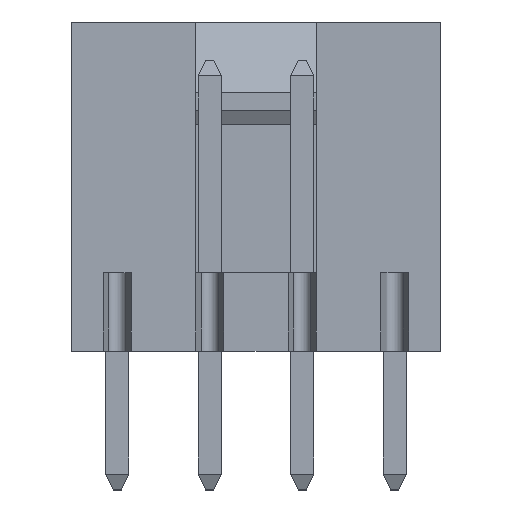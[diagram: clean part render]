
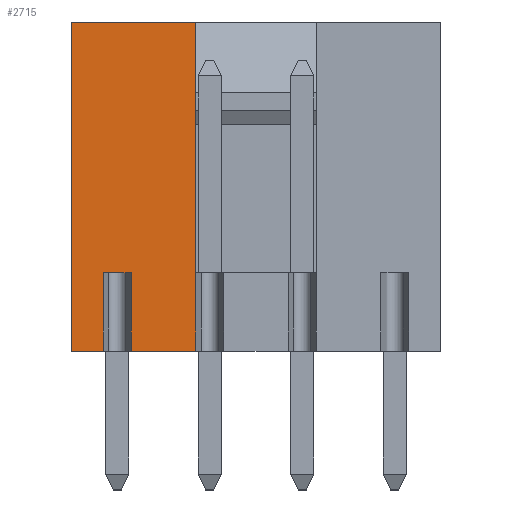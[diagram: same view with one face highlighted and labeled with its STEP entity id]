
A CAD part, top view. The second image highlights one B-rep face of the part: STEP entity #2715.
In plain terms, the highlighted planar face has unit normal (0, 0, 1).
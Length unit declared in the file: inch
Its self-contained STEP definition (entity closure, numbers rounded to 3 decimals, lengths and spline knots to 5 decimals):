
#463=DIRECTION('',(1.,0.,0.));
#464=VECTOR('',#463,0.035);
#465=CARTESIAN_POINT('',(-0.2,-0.178,0.203));
#466=LINE('1904',#465,#464);
#480=DIRECTION('',(1.,0.,0.));
#481=VECTOR('',#480,0.07);
#482=CARTESIAN_POINT('',(-0.135,-0.178,0.203));
#483=LINE('1900',#482,#481);
#678=DIRECTION('',(0.,-1.,0.));
#679=VECTOR('',#678,0.356);
#680=CARTESIAN_POINT('',(-0.2,0.178,0.203));
#681=LINE('1905',#680,#679);
#714=DIRECTION('',(0.,-1.,0.));
#715=VECTOR('',#714,0.271);
#716=CARTESIAN_POINT('',(-0.065,0.178,0.203));
#717=LINE('1907',#716,#715);
#726=DIRECTION('',(-1.,0.,0.));
#727=VECTOR('',#726,0.135);
#728=CARTESIAN_POINT('',(-0.065,0.178,0.203));
#729=LINE('1906',#728,#727);
#730=DIRECTION('',(0.,1.,0.));
#731=VECTOR('',#730,0.085);
#732=CARTESIAN_POINT('',(-0.065,-0.178,0.203));
#733=LINE('1899',#732,#731);
#746=DIRECTION('',(0.,1.,0.));
#747=VECTOR('',#746,0.085);
#748=CARTESIAN_POINT('',(-0.135,-0.178,0.203));
#749=LINE('1901',#748,#747);
#758=DIRECTION('',(0.,-1.,0.));
#759=VECTOR('',#758,0.085);
#760=CARTESIAN_POINT('',(-0.165,-0.093,0.203));
#761=LINE('1903',#760,#759);
#762=DIRECTION('',(1.,0.,0.));
#763=VECTOR('',#762,0.03);
#764=CARTESIAN_POINT('',(-0.165,-0.093,0.203));
#765=LINE('1902',#764,#763);
#1640=CARTESIAN_POINT('',(-0.065,-0.178,0.203));
#1641=CARTESIAN_POINT('',(-0.065,-0.093,0.203));
#1642=VERTEX_POINT('',#1640);
#1643=VERTEX_POINT('',#1641);
#1644=CARTESIAN_POINT('',(-0.135,-0.178,0.203));
#1645=VERTEX_POINT('',#1644);
#1646=CARTESIAN_POINT('',(-0.135,-0.093,0.203));
#1647=VERTEX_POINT('',#1646);
#1648=CARTESIAN_POINT('',(-0.165,-0.093,0.203));
#1649=VERTEX_POINT('',#1648);
#1650=CARTESIAN_POINT('',(-0.165,-0.178,0.203));
#1651=VERTEX_POINT('',#1650);
#1652=CARTESIAN_POINT('',(-0.2,-0.178,0.203));
#1653=VERTEX_POINT('',#1652);
#1654=CARTESIAN_POINT('',(-0.2,0.178,0.203));
#1655=VERTEX_POINT('',#1654);
#1656=CARTESIAN_POINT('',(-0.065,0.178,0.203));
#1657=VERTEX_POINT('',#1656);
#2695=CARTESIAN_POINT('',(-0.1325,0.,0.203));
#2696=DIRECTION('',(0.,0.,1.));
#2697=DIRECTION('',(1.,0.,0.));
#2698=AXIS2_PLACEMENT_3D('',#2695,#2696,#2697);
#2699=PLANE('1629',#2698);
#2701=ORIENTED_EDGE('1899',*,*,#2700,.F.);
#2702=ORIENTED_EDGE('1900',*,*,#2407,.F.);
#2704=ORIENTED_EDGE('1901',*,*,#2703,.T.);
#2706=ORIENTED_EDGE('1902',*,*,#2705,.F.);
#2708=ORIENTED_EDGE('1903',*,*,#2707,.T.);
#2709=ORIENTED_EDGE('1904',*,*,#2399,.F.);
#2710=ORIENTED_EDGE('1905',*,*,#2571,.F.);
#2711=ORIENTED_EDGE('1906',*,*,#2682,.F.);
#2712=ORIENTED_EDGE('1907',*,*,#2640,.T.);
#2713=EDGE_LOOP('1629',(#2701,#2702,#2704,#2706,#2708,#2709,#2710,#2711,#2712));
#2714=FACE_OUTER_BOUND('1629',#2713,.F.);
#2399=EDGE_CURVE('1904',#1653,#1651,#466,.T.);
#2407=EDGE_CURVE('1900',#1645,#1642,#483,.T.);
#2571=EDGE_CURVE('1905',#1655,#1653,#681,.T.);
#2640=EDGE_CURVE('1907',#1657,#1643,#717,.T.);
#2682=EDGE_CURVE('1906',#1657,#1655,#729,.T.);
#2700=EDGE_CURVE('1899',#1642,#1643,#733,.T.);
#2703=EDGE_CURVE('1901',#1645,#1647,#749,.T.);
#2705=EDGE_CURVE('1902',#1649,#1647,#765,.T.);
#2707=EDGE_CURVE('1903',#1649,#1651,#761,.T.);
#2715=ADVANCED_FACE('1629',(#2714),#2699,.T.);
